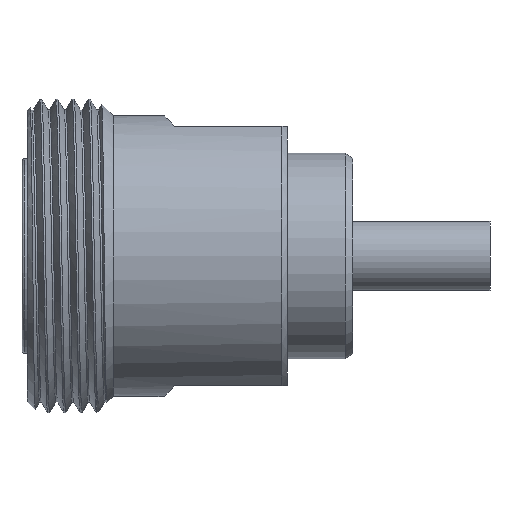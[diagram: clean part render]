
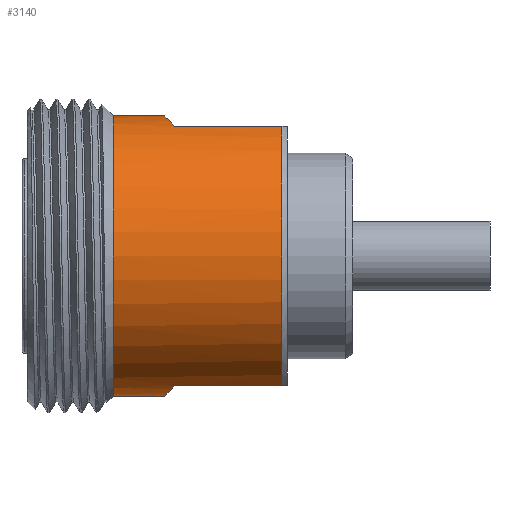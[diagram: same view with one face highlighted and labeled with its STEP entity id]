
A CAD part, front view. The second image highlights one B-rep face of the part: STEP entity #3140.
In plain terms, the highlighted cylindrical face has radius 13 mm (diameter 26 mm), a full revolution.
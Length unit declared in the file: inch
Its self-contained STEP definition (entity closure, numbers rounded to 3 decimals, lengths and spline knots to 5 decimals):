
#40 = CARTESIAN_POINT ( 'NONE',  ( 0.557, -0.19685, -0.47244 ) ) ;
#77 = CARTESIAN_POINT ( 'NONE',  ( 0.557, 0.19685, 0.47244 ) ) ;
#112 = CARTESIAN_POINT ( 'NONE',  ( 0.947, -0.19685, 0.47244 ) ) ;
#120 = EDGE_CURVE ( 'NONE', #1158, #1280, #1526, .T. ) ;
#164 = VERTEX_POINT ( 'NONE', #289 ) ;
#282 = CIRCLE ( 'NONE', #1780, 0.51181 ) ;
#289 = CARTESIAN_POINT ( 'NONE',  ( 0.557, -0.19685, 0.47244 ) ) ;
#337 = CARTESIAN_POINT ( 'NONE',  ( 0.5038, -0.06916, -0.52564 ) ) ;
#346 = VERTEX_POINT ( 'NONE', #3238 ) ;
#438 = DIRECTION ( 'NONE',  ( -1., 0., 0. ) ) ;
#446 = DIRECTION ( 'NONE',  ( 1., 0., 0. ) ) ;
#454 = DIRECTION ( 'NONE',  ( 0., 0., 1. ) ) ;
#463 = DIRECTION ( 'NONE',  ( 0., 0., 1. ) ) ;
#563 = CARTESIAN_POINT ( 'NONE',  ( 0.557, 0.19685, -0.47244 ) ) ;
#575 = EDGE_CURVE ( 'NONE', #632, #632, #282, .T. ) ;
#584 = CARTESIAN_POINT ( 'NONE',  ( 0.5038, -0.06916, 0.52564 ) ) ;
#632 = VERTEX_POINT ( 'NONE', #2428 ) ;
#665 = DIRECTION ( 'NONE',  ( 1., 0., 0. ) ) ;
#682 = CYLINDRICAL_SURFACE ( 'NONE', #2222, 0.51181 ) ;
#732 = FACE_OUTER_BOUND ( 'NONE', #2137, .T. ) ;
#864 = CARTESIAN_POINT ( 'NONE',  ( 0.557, -0.19685, -0.47244 ) ) ;
#869 = ORIENTED_EDGE ( 'NONE', *, *, #2412, .T. ) ;
#909 = CARTESIAN_POINT ( 'NONE',  ( 0.557, 0.19685, -0.47244 ) ) ;
#941 = DIRECTION ( 'NONE',  ( 0., 0., -1. ) ) ;
#946 = VERTEX_POINT ( 'NONE', #112 ) ;
#1158 = VERTEX_POINT ( 'NONE', #864 ) ;
#1184 = FACE_OUTER_BOUND ( 'NONE', #3119, .T. ) ;
#1210 =( BOUNDED_CURVE ( )  B_SPLINE_CURVE ( 3, ( #1895, #584, #1638, #77 ),
 .UNSPECIFIED., .F., .T. ) 
 B_SPLINE_CURVE_WITH_KNOTS ( ( 4, 4 ),
 ( 2.7468, 3.53638 ),
 .UNSPECIFIED. ) 
 CURVE ( )  GEOMETRIC_REPRESENTATION_ITEM ( )  RATIONAL_B_SPLINE_CURVE ( ( 1., 0.949, 0.949, 1. ) ) 
 REPRESENTATION_ITEM ( '' )  );
#1214 = VERTEX_POINT ( 'NONE', #1640 ) ;
#1265 = DIRECTION ( 'NONE',  ( 1., 0., 0. ) ) ;
#1273 = ORIENTED_EDGE ( 'NONE', *, *, #1755, .T. ) ;
#1280 = VERTEX_POINT ( 'NONE', #1554 ) ;
#1344 = CIRCLE ( 'NONE', #1620, 0.51181 ) ;
#1375 = CARTESIAN_POINT ( 'NONE',  ( 0.557, 0.19685, 0.47244 ) ) ;
#1434 = DIRECTION ( 'NONE',  ( 0., 0., -1. ) ) ;
#1474 = ORIENTED_EDGE ( 'NONE', *, *, #3060, .T. ) ;
#1526 = LINE ( 'NONE', #2567, #2593 ) ;
#1543 = EDGE_CURVE ( 'NONE', #1867, #1158, #3084, .T. ) ;
#1551 = ORIENTED_EDGE ( 'NONE', *, *, #1543, .T. ) ;
#1554 = CARTESIAN_POINT ( 'NONE',  ( 0.947, -0.19685, -0.47244 ) ) ;
#1587 = EDGE_CURVE ( 'NONE', #164, #1794, #1210, .T. ) ;
#1598 = CARTESIAN_POINT ( 'NONE',  ( 0.332, 0.19685, 0.47244 ) ) ;
#1620 = AXIS2_PLACEMENT_3D ( 'NONE', #2811, #2576, #463 ) ;
#1638 = CARTESIAN_POINT ( 'NONE',  ( 0.5038, 0.06916, 0.52564 ) ) ;
#1640 = CARTESIAN_POINT ( 'NONE',  ( 0.947, 0.19685, 0.47244 ) ) ;
#1703 = DIRECTION ( 'NONE',  ( -1., 0., 0. ) ) ;
#1755 = EDGE_CURVE ( 'NONE', #1794, #1214, #1857, .T. ) ;
#1756 = LINE ( 'NONE', #1771, #2379 ) ;
#1771 = CARTESIAN_POINT ( 'NONE',  ( 0.332, 0.19685, -0.47244 ) ) ;
#1780 = AXIS2_PLACEMENT_3D ( 'NONE', #3000, #446, #1434 ) ;
#1790 = VECTOR ( 'NONE', #1993, 39.37008 ) ;
#1794 = VERTEX_POINT ( 'NONE', #1375 ) ;
#1800 = ORIENTED_EDGE ( 'NONE', *, *, #2250, .T. ) ;
#1833 = AXIS2_PLACEMENT_3D ( 'NONE', #3195, #1703, #454 ) ;
#1857 = LINE ( 'NONE', #1598, #1892 ) ;
#1867 = VERTEX_POINT ( 'NONE', #909 ) ;
#1892 = VECTOR ( 'NONE', #2639, 39.37008 ) ;
#1895 = CARTESIAN_POINT ( 'NONE',  ( 0.557, -0.19685, 0.47244 ) ) ;
#1914 = CARTESIAN_POINT ( 'NONE',  ( 0.5038, 0.06916, -0.52564 ) ) ;
#1993 = DIRECTION ( 'NONE',  ( -1., 0., 0. ) ) ;
#2137 = EDGE_LOOP ( 'NONE', ( #3097 ) ) ;
#2187 = ORIENTED_EDGE ( 'NONE', *, *, #120, .T. ) ;
#2222 = AXIS2_PLACEMENT_3D ( 'NONE', #3264, #665, #941 ) ;
#2250 = EDGE_CURVE ( 'NONE', #346, #1867, #1756, .T. ) ;
#2264 = ORIENTED_EDGE ( 'NONE', *, *, #1587, .T. ) ;
#2379 = VECTOR ( 'NONE', #438, 39.37008 ) ;
#2412 = EDGE_CURVE ( 'NONE', #1280, #946, #1344, .T. ) ;
#2428 = CARTESIAN_POINT ( 'NONE',  ( 0.332, 0., -0.51181 ) ) ;
#2480 = LINE ( 'NONE', #3295, #1790 ) ;
#2495 = ORIENTED_EDGE ( 'NONE', *, *, #2955, .T. ) ;
#2567 = CARTESIAN_POINT ( 'NONE',  ( 0.332, -0.19685, -0.47244 ) ) ;
#2576 = DIRECTION ( 'NONE',  ( -1., 0., 0. ) ) ;
#2593 = VECTOR ( 'NONE', #1265, 39.37008 ) ;
#2639 = DIRECTION ( 'NONE',  ( 1., 0., 0. ) ) ;
#2713 = CIRCLE ( 'NONE', #1833, 0.51181 ) ;
#2811 = CARTESIAN_POINT ( 'NONE',  ( 0.947, 0., 0. ) ) ;
#2955 = EDGE_CURVE ( 'NONE', #1214, #346, #2713, .T. ) ;
#3000 = CARTESIAN_POINT ( 'NONE',  ( 0.332, 0., 0. ) ) ;
#3060 = EDGE_CURVE ( 'NONE', #946, #164, #2480, .T. ) ;
#3084 =( BOUNDED_CURVE ( )  B_SPLINE_CURVE ( 3, ( #563, #1914, #337, #40 ),
 .UNSPECIFIED., .F., .F. ) 
 B_SPLINE_CURVE_WITH_KNOTS ( ( 4, 4 ),
 ( 2.7468, 3.53638 ),
 .UNSPECIFIED. ) 
 CURVE ( )  GEOMETRIC_REPRESENTATION_ITEM ( )  RATIONAL_B_SPLINE_CURVE ( ( 1., 0.949, 0.949, 1. ) ) 
 REPRESENTATION_ITEM ( '' )  );
#3097 = ORIENTED_EDGE ( 'NONE', *, *, #575, .T. ) ;
#3119 = EDGE_LOOP ( 'NONE', ( #2495, #1800, #1551, #2187, #869, #1474, #2264, #1273 ) ) ;
#3140 = ADVANCED_FACE ( 'NONE', ( #732, #1184 ), #682, .T. ) ;
#3195 = CARTESIAN_POINT ( 'NONE',  ( 0.947, 0., 0. ) ) ;
#3238 = CARTESIAN_POINT ( 'NONE',  ( 0.947, 0.19685, -0.47244 ) ) ;
#3264 = CARTESIAN_POINT ( 'NONE',  ( 0.332, 0., 0. ) ) ;
#3295 = CARTESIAN_POINT ( 'NONE',  ( 0.332, -0.19685, 0.47244 ) ) ;
